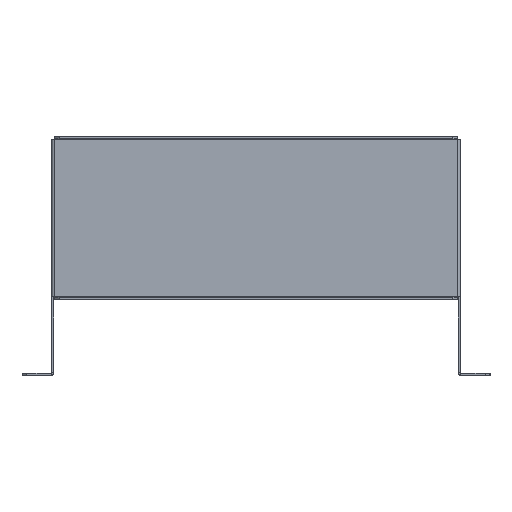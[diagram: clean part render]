
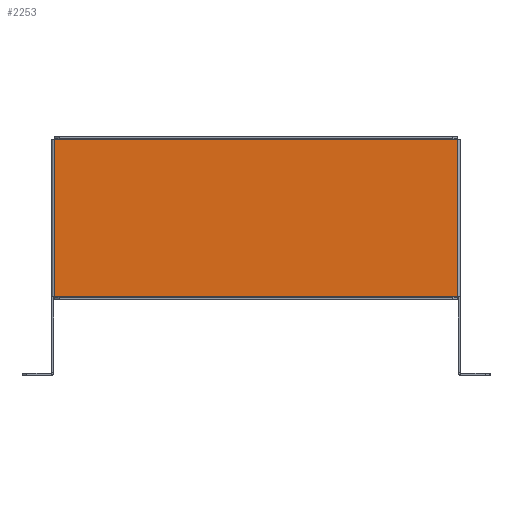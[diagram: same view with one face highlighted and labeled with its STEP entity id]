
A CAD part, front view. The second image highlights one B-rep face of the part: STEP entity #2253.
In plain terms, the highlighted planar face has unit normal (0, -1, 0).
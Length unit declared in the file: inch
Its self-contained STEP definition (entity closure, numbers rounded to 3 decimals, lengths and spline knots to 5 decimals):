
#46 = ORIENTED_EDGE ( 'NONE', *, *, #2140, .F. ) ;
#185 = CARTESIAN_POINT ( 'NONE',  ( 5.125, -0.0598, 2. ) ) ;
#220 = CARTESIAN_POINT ( 'NONE',  ( -5.125, -0.0598, -2. ) ) ;
#226 = VERTEX_POINT ( 'NONE', #2169 ) ;
#244 = VECTOR ( 'NONE', #1733, 39.37008 ) ;
#313 = DIRECTION ( 'NONE',  ( 0., 1., 0. ) ) ;
#348 = EDGE_CURVE ( 'NONE', #2275, #440, #2054, .T. ) ;
#383 = DIRECTION ( 'NONE',  ( 0., 0., 1. ) ) ;
#440 = VERTEX_POINT ( 'NONE', #185 ) ;
#478 = EDGE_CURVE ( 'NONE', #226, #762, #1785, .T. ) ;
#762 = VERTEX_POINT ( 'NONE', #808 ) ;
#808 = CARTESIAN_POINT ( 'NONE',  ( -5.125, -0.0598, -2. ) ) ;
#911 = DIRECTION ( 'NONE',  ( -1., 0., 0. ) ) ;
#913 = LINE ( 'NONE', #1643, #1010 ) ;
#957 = PLANE ( 'NONE',  #1527 ) ;
#961 = VECTOR ( 'NONE', #911, 39.37008 ) ;
#1001 = DIRECTION ( 'NONE',  ( 0., 0., 1. ) ) ;
#1010 = VECTOR ( 'NONE', #383, 39.37008 ) ;
#1053 = LINE ( 'NONE', #1850, #244 ) ;
#1128 = EDGE_CURVE ( 'NONE', #440, #226, #1053, .T. ) ;
#1162 = FACE_OUTER_BOUND ( 'NONE', #1611, .T. ) ;
#1198 = CARTESIAN_POINT ( 'NONE',  ( -5.125, -0.0598, 2. ) ) ;
#1527 = AXIS2_PLACEMENT_3D ( 'NONE', #2199, #313, #1001 ) ;
#1611 = EDGE_LOOP ( 'NONE', ( #46, #2241, #1885, #1909 ) ) ;
#1643 = CARTESIAN_POINT ( 'NONE',  ( -5.125, -0.0598, -2. ) ) ;
#1733 = DIRECTION ( 'NONE',  ( 0., 0., -1. ) ) ;
#1785 = LINE ( 'NONE', #220, #961 ) ;
#1850 = CARTESIAN_POINT ( 'NONE',  ( 5.125, -0.0598, -2. ) ) ;
#1885 = ORIENTED_EDGE ( 'NONE', *, *, #1128, .F. ) ;
#1909 = ORIENTED_EDGE ( 'NONE', *, *, #348, .F. ) ;
#2042 = CARTESIAN_POINT ( 'NONE',  ( -5.125, -0.0598, 2. ) ) ;
#2054 = LINE ( 'NONE', #1198, #2143 ) ;
#2140 = EDGE_CURVE ( 'NONE', #762, #2275, #913, .T. ) ;
#2143 = VECTOR ( 'NONE', #2260, 39.37008 ) ;
#2169 = CARTESIAN_POINT ( 'NONE',  ( 5.125, -0.0598, -2. ) ) ;
#2199 = CARTESIAN_POINT ( 'NONE',  ( 0., -0.0598, 0. ) ) ;
#2241 = ORIENTED_EDGE ( 'NONE', *, *, #478, .F. ) ;
#2253 = ADVANCED_FACE ( 'NONE', ( #1162 ), #957, .F. ) ;
#2260 = DIRECTION ( 'NONE',  ( 1., 0., 0. ) ) ;
#2275 = VERTEX_POINT ( 'NONE', #2042 ) ;
